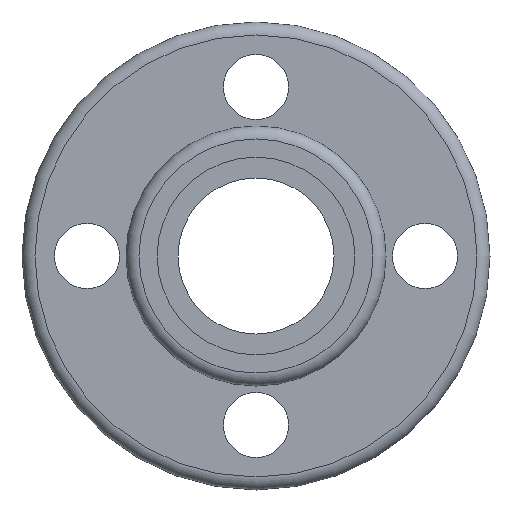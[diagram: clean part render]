
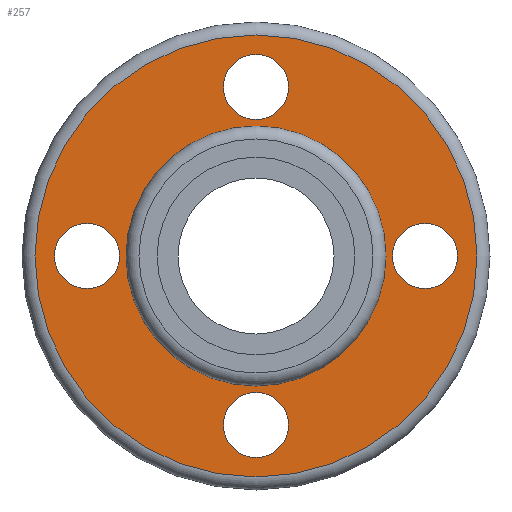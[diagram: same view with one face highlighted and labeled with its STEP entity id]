
A CAD part, front view. The second image highlights one B-rep face of the part: STEP entity #257.
In plain terms, the highlighted planar face has unit normal (0, -1, 0).
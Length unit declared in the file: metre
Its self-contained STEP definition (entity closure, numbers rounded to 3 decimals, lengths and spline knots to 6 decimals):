
#21=PLANE('',#306);
#45=ORIENTED_EDGE('',*,*,#87,.T.);
#46=ORIENTED_EDGE('',*,*,#88,.T.);
#47=ORIENTED_EDGE('',*,*,#71,.T.);
#48=ORIENTED_EDGE('',*,*,#73,.T.);
#49=ORIENTED_EDGE('',*,*,#75,.T.);
#50=ORIENTED_EDGE('',*,*,#89,.T.);
#71=EDGE_CURVE('',#95,#95,#119,.F.);
#73=EDGE_CURVE('',#97,#97,#121,.F.);
#75=EDGE_CURVE('',#99,#99,#123,.F.);
#87=EDGE_CURVE('',#111,#111,#135,.T.);
#88=EDGE_CURVE('',#112,#112,#136,.F.);
#89=EDGE_CURVE('',#113,#113,#137,.F.);
#95=VERTEX_POINT('',#418);
#97=VERTEX_POINT('',#423);
#99=VERTEX_POINT('',#428);
#111=VERTEX_POINT('',#459);
#112=VERTEX_POINT('',#461);
#113=VERTEX_POINT('',#463);
#119=CIRCLE('',#282,0.00625);
#121=CIRCLE('',#285,0.00625);
#123=CIRCLE('',#288,0.00625);
#135=CIRCLE('',#307,0.0425);
#136=CIRCLE('',#308,0.0225);
#137=CIRCLE('',#309,0.00625);
#165=EDGE_LOOP('',(#45));
#166=EDGE_LOOP('',(#46));
#167=EDGE_LOOP('',(#47));
#168=EDGE_LOOP('',(#48));
#169=EDGE_LOOP('',(#49));
#170=EDGE_LOOP('',(#50));
#213=FACE_BOUND('',#165,.T.);
#214=FACE_BOUND('',#166,.T.);
#215=FACE_BOUND('',#167,.T.);
#216=FACE_BOUND('',#168,.T.);
#217=FACE_BOUND('',#169,.T.);
#218=FACE_BOUND('',#170,.T.);
#257=ADVANCED_FACE('',(#213,#214,#215,#216,#217,#218),#21,.T.);
#282=AXIS2_PLACEMENT_3D('',#417,#329,#330);
#285=AXIS2_PLACEMENT_3D('',#422,#335,#336);
#288=AXIS2_PLACEMENT_3D('',#427,#341,#342);
#306=AXIS2_PLACEMENT_3D('',#457,#377,#378);
#307=AXIS2_PLACEMENT_3D('',#458,#379,#380);
#308=AXIS2_PLACEMENT_3D('',#460,#381,#382);
#309=AXIS2_PLACEMENT_3D('',#462,#383,#384);
#329=DIRECTION('',(0.,-1.,0.));
#330=DIRECTION('',(-1.,0.,0.));
#335=DIRECTION('',(0.,-1.,0.));
#336=DIRECTION('',(0.,0.,1.));
#341=DIRECTION('',(0.,-1.,0.));
#342=DIRECTION('',(1.,0.,0.));
#377=DIRECTION('',(0.,-1.,0.));
#378=DIRECTION('',(0.,0.,-1.));
#379=DIRECTION('',(0.,-1.,0.));
#380=DIRECTION('',(0.,0.,-1.));
#381=DIRECTION('',(0.,-1.,0.));
#382=DIRECTION('',(0.,0.,-1.));
#383=DIRECTION('',(0.,-1.,0.));
#384=DIRECTION('',(0.,0.,-1.));
#417=CARTESIAN_POINT('',(0.0325,0.036322,0.));
#418=CARTESIAN_POINT('',(0.02625,0.036322,0.));
#422=CARTESIAN_POINT('',(0.,0.036322,-0.0325));
#423=CARTESIAN_POINT('',(0.,0.036322,-0.02625));
#427=CARTESIAN_POINT('',(-0.0325,0.036322,0.));
#428=CARTESIAN_POINT('',(-0.02625,0.036322,0.));
#457=CARTESIAN_POINT('',(0.,0.036322,0.0325));
#458=CARTESIAN_POINT('',(0.,0.036322,0.));
#459=CARTESIAN_POINT('',(0.,0.036322,-0.0425));
#460=CARTESIAN_POINT('',(0.,0.036322,0.));
#461=CARTESIAN_POINT('',(0.,0.036322,-0.0225));
#462=CARTESIAN_POINT('',(0.,0.036322,0.0325));
#463=CARTESIAN_POINT('',(0.,0.036322,0.02625));
